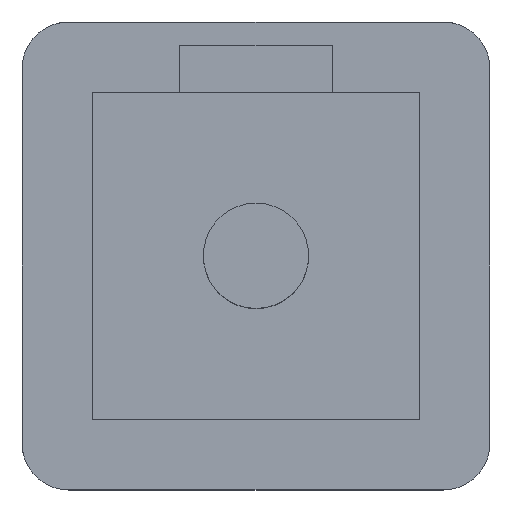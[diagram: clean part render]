
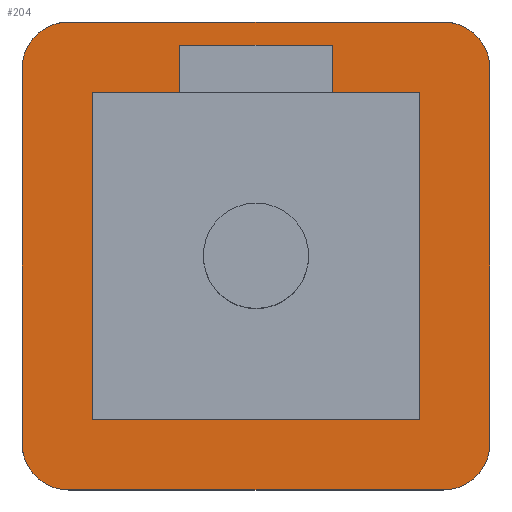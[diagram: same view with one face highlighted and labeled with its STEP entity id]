
A CAD part, top view. The second image highlights one B-rep face of the part: STEP entity #204.
In plain terms, the highlighted planar face has unit normal (0, 0, 1).
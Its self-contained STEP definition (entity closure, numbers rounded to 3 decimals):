
#204=ADVANCED_FACE('',(#237,#238),#239,.T.);
#237=FACE_BOUND('',#298,.T.);
#238=FACE_OUTER_BOUND('',#299,.T.);
#239=PLANE('',#300);
#298=EDGE_LOOP('',(#373,#374,#375,#376,#377,#378,#379,#380));
#299=EDGE_LOOP('',(#381,#382,#383,#384,#385,#386,#387,#388));
#300=AXIS2_PLACEMENT_3D('',#389,#390,#391);
#373=ORIENTED_EDGE('',*,*,#574,.F.);
#374=ORIENTED_EDGE('',*,*,#575,.F.);
#375=ORIENTED_EDGE('',*,*,#576,.F.);
#376=ORIENTED_EDGE('',*,*,#577,.F.);
#377=ORIENTED_EDGE('',*,*,#578,.F.);
#378=ORIENTED_EDGE('',*,*,#579,.F.);
#379=ORIENTED_EDGE('',*,*,#580,.F.);
#380=ORIENTED_EDGE('',*,*,#581,.F.);
#381=ORIENTED_EDGE('',*,*,#582,.T.);
#382=ORIENTED_EDGE('',*,*,#583,.T.);
#383=ORIENTED_EDGE('',*,*,#584,.T.);
#384=ORIENTED_EDGE('',*,*,#585,.T.);
#385=ORIENTED_EDGE('',*,*,#586,.T.);
#386=ORIENTED_EDGE('',*,*,#566,.T.);
#387=ORIENTED_EDGE('',*,*,#587,.T.);
#388=ORIENTED_EDGE('',*,*,#588,.T.);
#389=CARTESIAN_POINT('',(0.0,0.0,2.5));
#390=DIRECTION('',(0.0,0.0,1.0));
#391=DIRECTION('',(1.0,0.0,0.0));
#566=EDGE_CURVE('',#631,#629,#632,.T.);
#574=EDGE_CURVE('',#645,#646,#647,.T.);
#575=EDGE_CURVE('',#648,#645,#649,.T.);
#576=EDGE_CURVE('',#650,#648,#651,.T.);
#577=EDGE_CURVE('',#652,#650,#653,.T.);
#578=EDGE_CURVE('',#654,#652,#655,.T.);
#579=EDGE_CURVE('',#656,#654,#657,.T.);
#580=EDGE_CURVE('',#658,#656,#659,.T.);
#581=EDGE_CURVE('',#646,#658,#660,.T.);
#582=EDGE_CURVE('',#661,#662,#663,.T.);
#583=EDGE_CURVE('',#662,#664,#665,.T.);
#584=EDGE_CURVE('',#664,#666,#667,.T.);
#585=EDGE_CURVE('',#666,#668,#669,.T.);
#586=EDGE_CURVE('',#668,#631,#670,.T.);
#587=EDGE_CURVE('',#629,#671,#672,.T.);
#588=EDGE_CURVE('',#671,#661,#673,.T.);
#629=VERTEX_POINT('',#729);
#631=VERTEX_POINT('',#732);
#632=CIRCLE('',#733,2.0);
#645=VERTEX_POINT('',#751);
#646=VERTEX_POINT('',#752);
#647=LINE('',#753,#754);
#648=VERTEX_POINT('',#755);
#649=LINE('',#756,#757);
#650=VERTEX_POINT('',#758);
#651=LINE('',#759,#760);
#652=VERTEX_POINT('',#761);
#653=LINE('',#762,#763);
#654=VERTEX_POINT('',#764);
#655=LINE('',#765,#766);
#656=VERTEX_POINT('',#767);
#657=LINE('',#768,#769);
#658=VERTEX_POINT('',#770);
#659=LINE('',#771,#772);
#660=LINE('',#773,#774);
#661=VERTEX_POINT('',#775);
#662=VERTEX_POINT('',#776);
#663=LINE('',#777,#778);
#664=VERTEX_POINT('',#779);
#665=CIRCLE('',#780,2.0);
#666=VERTEX_POINT('',#781);
#667=LINE('',#782,#783);
#668=VERTEX_POINT('',#784);
#669=CIRCLE('',#785,2.0);
#670=LINE('',#786,#787);
#671=VERTEX_POINT('',#788);
#672=LINE('',#789,#790);
#673=CIRCLE('',#791,2.0);
#729=CARTESIAN_POINT('',(-10.0,8.0,2.5));
#732=CARTESIAN_POINT('',(-8.0,10.0,2.5));
#733=AXIS2_PLACEMENT_3D('',#874,#875,#876);
#751=CARTESIAN_POINT('',(-3.25,9.0,2.5));
#752=CARTESIAN_POINT('',(-3.25,7.0,2.5));
#753=CARTESIAN_POINT('',(-3.25,8.0,2.5));
#754=VECTOR('',#888,1.0);
#755=CARTESIAN_POINT('',(3.25,9.0,2.5));
#756=CARTESIAN_POINT('',(0.0,9.0,2.5));
#757=VECTOR('',#889,1.0);
#758=CARTESIAN_POINT('',(3.25,7.0,2.5));
#759=CARTESIAN_POINT('',(3.25,8.0,2.5));
#760=VECTOR('',#890,1.0);
#761=CARTESIAN_POINT('',(7.0,7.0,2.5));
#762=CARTESIAN_POINT('',(0.,7.0,2.5));
#763=VECTOR('',#891,1.0);
#764=CARTESIAN_POINT('',(7.0,-7.0,2.5));
#765=CARTESIAN_POINT('',(7.0,0.,2.5));
#766=VECTOR('',#892,1.0);
#767=CARTESIAN_POINT('',(-7.0,-7.0,2.5));
#768=CARTESIAN_POINT('',(0.0,-7.0,2.5));
#769=VECTOR('',#893,1.0);
#770=CARTESIAN_POINT('',(-7.0,7.0,2.5));
#771=CARTESIAN_POINT('',(-7.0,0.,2.5));
#772=VECTOR('',#894,1.0);
#773=CARTESIAN_POINT('',(0.,7.0,2.5));
#774=VECTOR('',#895,1.0);
#775=CARTESIAN_POINT('',(-8.0,-10.0,2.5));
#776=CARTESIAN_POINT('',(8.0,-10.0,2.5));
#777=CARTESIAN_POINT('',(0.0,-10.0,2.5));
#778=VECTOR('',#896,1.0);
#779=CARTESIAN_POINT('',(10.0,-8.0,2.5));
#780=AXIS2_PLACEMENT_3D('',#897,#898,#899);
#781=CARTESIAN_POINT('',(10.0,8.0,2.5));
#782=CARTESIAN_POINT('',(10.0,0.0,2.5));
#783=VECTOR('',#900,1.0);
#784=CARTESIAN_POINT('',(8.0,10.0,2.5));
#785=AXIS2_PLACEMENT_3D('',#901,#902,#903);
#786=CARTESIAN_POINT('',(0.0,10.0,2.5));
#787=VECTOR('',#904,1.0);
#788=CARTESIAN_POINT('',(-10.0,-8.0,2.5));
#789=CARTESIAN_POINT('',(-10.0,0.0,2.5));
#790=VECTOR('',#905,1.0);
#791=AXIS2_PLACEMENT_3D('',#906,#907,#908);
#874=CARTESIAN_POINT('',(-8.0,8.0,2.5));
#875=DIRECTION('',(0.0,0.0,1.0));
#876=DIRECTION('',(1.0,0.0,0.0));
#888=DIRECTION('',(0.,-1.0,0.0));
#889=DIRECTION('',(-1.0,0.,0.0));
#890=DIRECTION('',(0.,1.0,0.0));
#891=DIRECTION('',(-1.0,0.,0.0));
#892=DIRECTION('',(0.,1.0,0.0));
#893=DIRECTION('',(1.0,0.0,0.0));
#894=DIRECTION('',(0.,-1.0,0.0));
#895=DIRECTION('',(-1.0,0.,0.0));
#896=DIRECTION('',(1.0,0.0,0.0));
#897=CARTESIAN_POINT('',(8.0,-8.0,2.5));
#898=DIRECTION('',(0.0,0.0,1.0));
#899=DIRECTION('',(1.0,0.0,0.0));
#900=DIRECTION('',(0.,1.0,0.0));
#901=CARTESIAN_POINT('',(8.0,8.0,2.5));
#902=DIRECTION('',(0.0,0.0,1.0));
#903=DIRECTION('',(1.0,0.0,0.0));
#904=DIRECTION('',(-1.0,0.,0.0));
#905=DIRECTION('',(0.,-1.0,0.0));
#906=CARTESIAN_POINT('',(-8.0,-8.0,2.5));
#907=DIRECTION('',(0.0,0.0,1.0));
#908=DIRECTION('',(1.0,0.0,0.0));
